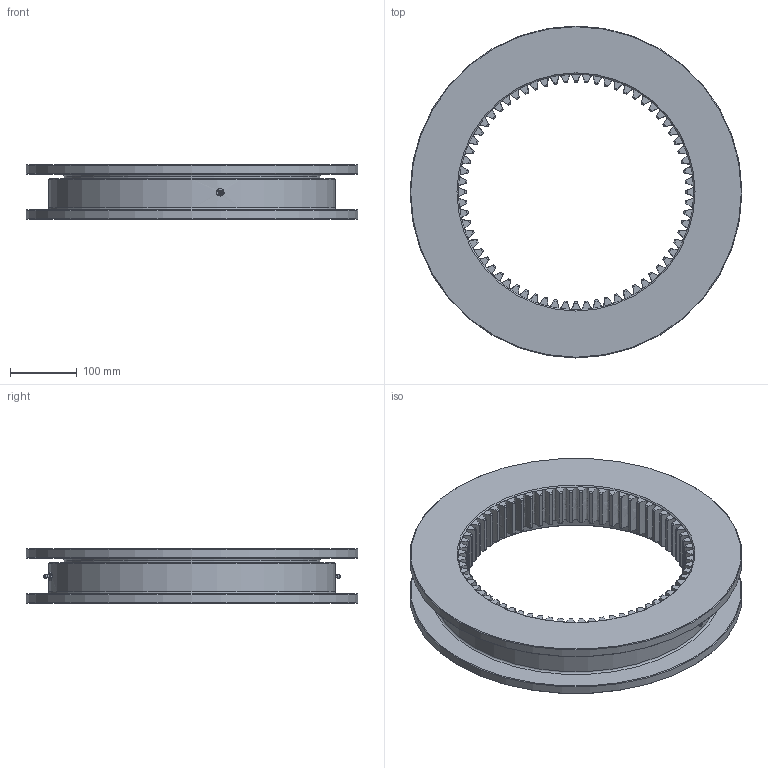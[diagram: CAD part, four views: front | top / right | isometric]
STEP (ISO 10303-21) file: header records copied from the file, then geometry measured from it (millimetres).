
FILE_DESCRIPTION (( 'STEP AP214' ), '1' );
FILE_NAME ('I.500.22.00.A-T.STEP', '2020-05-13T08:44:22', ( '' ), ( '' ), 'SwSTEP 2.0', 'SolidWorks 2016', '' );
FILE_SCHEMA (( 'AUTOMOTIVE_DESIGN' ));
Length unit declared in the file: millimetre
Products named in the file (5): Grease nipple M10x1mm; I.500.22.00.A-T- IR; Ball D22; I.500.22.00.A-T - OR; I.500.22.00.A-T
Assembly tree (49 placements, depth 2):
  I.500.22.00.A-T
    I.500.22.00.A-T- IR
    I.500.22.00.A-T - OR
    Ball D22  x45
    Grease nipple M10x1mm  x2
Bounding box: 499 x 499 x 82 mm (x, y, z)
Volume: 5301794.7 mm3; surface area: 818937.1 mm2
Topology: 49 solids, 49 shells, 415 faces, 1157 edges, 757 vertices
Faces by surface type: cone 178, cylinder 83, bspline 68, sphere 45, plane 28, torus 13
Full cylindrical faces by diameter (mm): 3 x2, 5 x1, 9 x2, 10 x2, 379 x1, 384.5 x2, 387.5 x2, 431 x1, 499 x2
Entity records: 45288 total; most frequent: CARTESIAN_POINT 36867, ORIENTED_EDGE 1828, DIRECTION 1464, EDGE_CURVE 914, AXIS2_PLACEMENT_3D 661, VERTEX_POINT 622, B_SPLINE_CURVE_WITH_KNOTS 439, EDGE_LOOP 398
